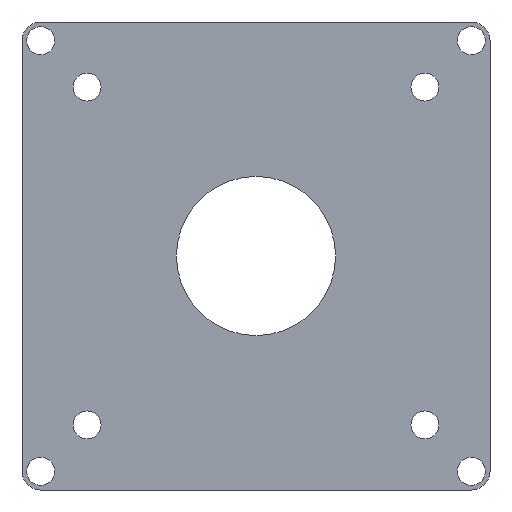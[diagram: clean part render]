
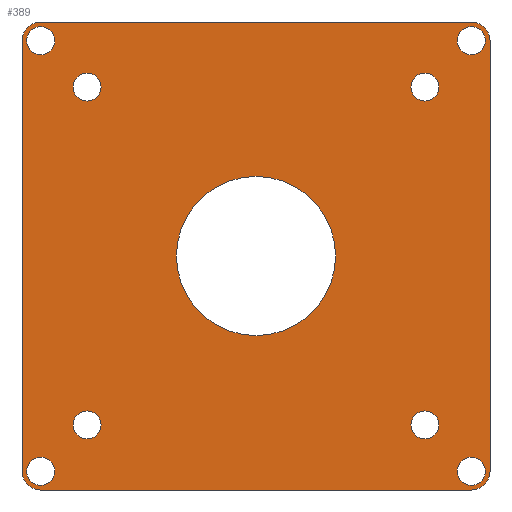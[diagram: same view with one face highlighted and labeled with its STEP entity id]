
A CAD part, front view. The second image highlights one B-rep face of the part: STEP entity #389.
In plain terms, the highlighted planar face has unit normal (0, -1, 0).
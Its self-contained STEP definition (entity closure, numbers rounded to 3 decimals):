
#24=FACE_BOUND('',#86,.T.);
#25=FACE_BOUND('',#87,.T.);
#26=FACE_BOUND('',#88,.T.);
#27=FACE_BOUND('',#89,.T.);
#28=FACE_BOUND('',#90,.T.);
#29=FACE_BOUND('',#91,.T.);
#30=FACE_BOUND('',#92,.T.);
#31=FACE_BOUND('',#93,.T.);
#32=FACE_BOUND('',#94,.T.);
#38=PLANE('',#454);
#57=FACE_OUTER_BOUND('',#85,.T.);
#85=EDGE_LOOP('',(#341,#342,#343,#344,#345,#346,#347,#348));
#86=EDGE_LOOP('',(#349));
#87=EDGE_LOOP('',(#350));
#88=EDGE_LOOP('',(#351));
#89=EDGE_LOOP('',(#352));
#90=EDGE_LOOP('',(#353));
#91=EDGE_LOOP('',(#354));
#92=EDGE_LOOP('',(#355));
#93=EDGE_LOOP('',(#356));
#94=EDGE_LOOP('',(#357));
#99=LINE('',#587,#124);
#105=LINE('',#625,#130);
#108=LINE('',#633,#133);
#118=LINE('',#671,#143);
#124=VECTOR('',#469,10.);
#130=VECTOR('',#507,10.);
#133=VECTOR('',#516,10.);
#143=VECTOR('',#564,10.);
#146=CIRCLE('',#412,2.);
#159=CIRCLE('',#428,2.);
#160=CIRCLE('',#431,2.);
#161=CIRCLE('',#434,2.);
#162=CIRCLE('',#436,1.5);
#163=CIRCLE('',#438,1.5);
#164=CIRCLE('',#440,1.5);
#165=CIRCLE('',#442,1.5);
#166=CIRCLE('',#444,1.5);
#167=CIRCLE('',#446,1.5);
#168=CIRCLE('',#448,1.5);
#169=CIRCLE('',#450,1.5);
#170=CIRCLE('',#453,8.5);
#173=VERTEX_POINT('',#577);
#174=VERTEX_POINT('',#579);
#176=VERTEX_POINT('',#585);
#191=VERTEX_POINT('',#619);
#192=VERTEX_POINT('',#623);
#193=VERTEX_POINT('',#627);
#194=VERTEX_POINT('',#629);
#195=VERTEX_POINT('',#635);
#196=VERTEX_POINT('',#639);
#197=VERTEX_POINT('',#643);
#198=VERTEX_POINT('',#647);
#199=VERTEX_POINT('',#651);
#200=VERTEX_POINT('',#655);
#201=VERTEX_POINT('',#659);
#202=VERTEX_POINT('',#663);
#203=VERTEX_POINT('',#667);
#204=VERTEX_POINT('',#673);
#207=EDGE_CURVE('',#173,#174,#146,.T.);
#211=EDGE_CURVE('',#176,#173,#99,.T.);
#228=EDGE_CURVE('',#191,#176,#159,.T.);
#230=EDGE_CURVE('',#192,#191,#105,.T.);
#232=EDGE_CURVE('',#193,#194,#160,.T.);
#234=EDGE_CURVE('',#174,#193,#108,.T.);
#236=EDGE_CURVE('',#195,#192,#161,.T.);
#237=EDGE_CURVE('',#196,#196,#162,.T.);
#239=EDGE_CURVE('',#197,#197,#163,.T.);
#241=EDGE_CURVE('',#198,#198,#164,.T.);
#243=EDGE_CURVE('',#199,#199,#165,.T.);
#245=EDGE_CURVE('',#200,#200,#166,.T.);
#247=EDGE_CURVE('',#201,#201,#167,.T.);
#249=EDGE_CURVE('',#202,#202,#168,.T.);
#251=EDGE_CURVE('',#203,#203,#169,.T.);
#253=EDGE_CURVE('',#194,#195,#118,.T.);
#255=EDGE_CURVE('',#204,#204,#170,.T.);
#341=ORIENTED_EDGE('',*,*,#207,.F.);
#342=ORIENTED_EDGE('',*,*,#211,.F.);
#343=ORIENTED_EDGE('',*,*,#228,.F.);
#344=ORIENTED_EDGE('',*,*,#230,.F.);
#345=ORIENTED_EDGE('',*,*,#236,.F.);
#346=ORIENTED_EDGE('',*,*,#253,.F.);
#347=ORIENTED_EDGE('',*,*,#232,.F.);
#348=ORIENTED_EDGE('',*,*,#234,.F.);
#349=ORIENTED_EDGE('',*,*,#255,.F.);
#350=ORIENTED_EDGE('',*,*,#247,.T.);
#351=ORIENTED_EDGE('',*,*,#245,.T.);
#352=ORIENTED_EDGE('',*,*,#241,.T.);
#353=ORIENTED_EDGE('',*,*,#243,.T.);
#354=ORIENTED_EDGE('',*,*,#237,.T.);
#355=ORIENTED_EDGE('',*,*,#239,.T.);
#356=ORIENTED_EDGE('',*,*,#249,.T.);
#357=ORIENTED_EDGE('',*,*,#251,.T.);
#389=ADVANCED_FACE('',(#57,#24,#25,#26,#27,#28,#29,#30,#31,#32),#38,.T.);
#412=AXIS2_PLACEMENT_3D('',#580,#462,#463);
#428=AXIS2_PLACEMENT_3D('',#621,#502,#503);
#431=AXIS2_PLACEMENT_3D('',#630,#511,#512);
#434=AXIS2_PLACEMENT_3D('',#637,#520,#521);
#436=AXIS2_PLACEMENT_3D('',#640,#524,#525);
#438=AXIS2_PLACEMENT_3D('',#644,#529,#530);
#440=AXIS2_PLACEMENT_3D('',#648,#534,#535);
#442=AXIS2_PLACEMENT_3D('',#652,#539,#540);
#444=AXIS2_PLACEMENT_3D('',#656,#544,#545);
#446=AXIS2_PLACEMENT_3D('',#660,#549,#550);
#448=AXIS2_PLACEMENT_3D('',#664,#554,#555);
#450=AXIS2_PLACEMENT_3D('',#668,#559,#560);
#453=AXIS2_PLACEMENT_3D('',#675,#568,#569);
#454=AXIS2_PLACEMENT_3D('',#676,#570,#571);
#462=DIRECTION('center_axis',(0.,1.,0.));
#463=DIRECTION('ref_axis',(0.707,0.,-0.707));
#469=DIRECTION('',(0.,0.,-1.));
#502=DIRECTION('center_axis',(0.,1.,0.));
#503=DIRECTION('ref_axis',(0.707,0.,0.707));
#507=DIRECTION('',(1.,0.,0.));
#511=DIRECTION('center_axis',(0.,1.,0.));
#512=DIRECTION('ref_axis',(-0.707,0.,-0.707));
#516=DIRECTION('',(-1.,0.,0.));
#520=DIRECTION('center_axis',(0.,1.,0.));
#521=DIRECTION('ref_axis',(-0.707,0.,0.707));
#524=DIRECTION('center_axis',(0.,1.,0.));
#525=DIRECTION('ref_axis',(0.,0.,1.));
#529=DIRECTION('center_axis',(0.,1.,0.));
#530=DIRECTION('ref_axis',(0.,0.,1.));
#534=DIRECTION('center_axis',(0.,1.,0.));
#535=DIRECTION('ref_axis',(-1.,0.,0.));
#539=DIRECTION('center_axis',(0.,1.,0.));
#540=DIRECTION('ref_axis',(-1.,0.,0.));
#544=DIRECTION('center_axis',(0.,1.,0.));
#545=DIRECTION('ref_axis',(0.,0.,-1.));
#549=DIRECTION('center_axis',(0.,1.,0.));
#550=DIRECTION('ref_axis',(0.,0.,-1.));
#554=DIRECTION('center_axis',(0.,1.,0.));
#555=DIRECTION('ref_axis',(1.,0.,0.));
#559=DIRECTION('center_axis',(0.,1.,0.));
#560=DIRECTION('ref_axis',(1.,0.,0.));
#564=DIRECTION('',(0.,0.,1.));
#568=DIRECTION('center_axis',(0.,-1.,0.));
#569=DIRECTION('ref_axis',(0.,0.,1.));
#570=DIRECTION('center_axis',(0.,-1.,0.));
#571=DIRECTION('ref_axis',(0.,0.,-1.));
#577=CARTESIAN_POINT('',(25.,0.,-23.));
#579=CARTESIAN_POINT('',(23.,0.,-25.));
#580=CARTESIAN_POINT('Origin',(23.,0.,-23.));
#585=CARTESIAN_POINT('',(25.,0.,23.));
#587=CARTESIAN_POINT('',(25.,0.,25.));
#619=CARTESIAN_POINT('',(23.,0.,25.));
#621=CARTESIAN_POINT('Origin',(23.,0.,23.));
#623=CARTESIAN_POINT('',(-23.,0.,25.));
#625=CARTESIAN_POINT('',(-25.,0.,25.));
#627=CARTESIAN_POINT('',(-23.,0.,-25.));
#629=CARTESIAN_POINT('',(-25.,0.,-23.));
#630=CARTESIAN_POINT('Origin',(-23.,0.,-23.));
#633=CARTESIAN_POINT('',(25.,0.,-25.));
#635=CARTESIAN_POINT('',(-25.,0.,23.));
#637=CARTESIAN_POINT('Origin',(-23.,0.,23.));
#639=CARTESIAN_POINT('',(-18.05,0.,-19.55));
#640=CARTESIAN_POINT('Origin',(-18.05,0.,-18.05));
#643=CARTESIAN_POINT('',(-23.,0.,-24.5));
#644=CARTESIAN_POINT('Origin',(-23.,0.,-23.));
#647=CARTESIAN_POINT('',(19.55,0.,-18.05));
#648=CARTESIAN_POINT('Origin',(18.05,0.,-18.05));
#651=CARTESIAN_POINT('',(24.5,0.,-23.));
#652=CARTESIAN_POINT('Origin',(23.,0.,-23.));
#655=CARTESIAN_POINT('',(18.05,0.,19.55));
#656=CARTESIAN_POINT('Origin',(18.05,0.,18.05));
#659=CARTESIAN_POINT('',(23.,0.,24.5));
#660=CARTESIAN_POINT('Origin',(23.,0.,23.));
#663=CARTESIAN_POINT('',(-19.55,0.,18.05));
#664=CARTESIAN_POINT('Origin',(-18.05,0.,18.05));
#667=CARTESIAN_POINT('',(-24.5,0.,23.));
#668=CARTESIAN_POINT('Origin',(-23.,0.,23.));
#671=CARTESIAN_POINT('',(-25.,0.,-25.));
#673=CARTESIAN_POINT('',(-8.5,0.,0.));
#675=CARTESIAN_POINT('Origin',(0.,0.,0.));
#676=CARTESIAN_POINT('Origin',(-13.633,0.,13.633));
